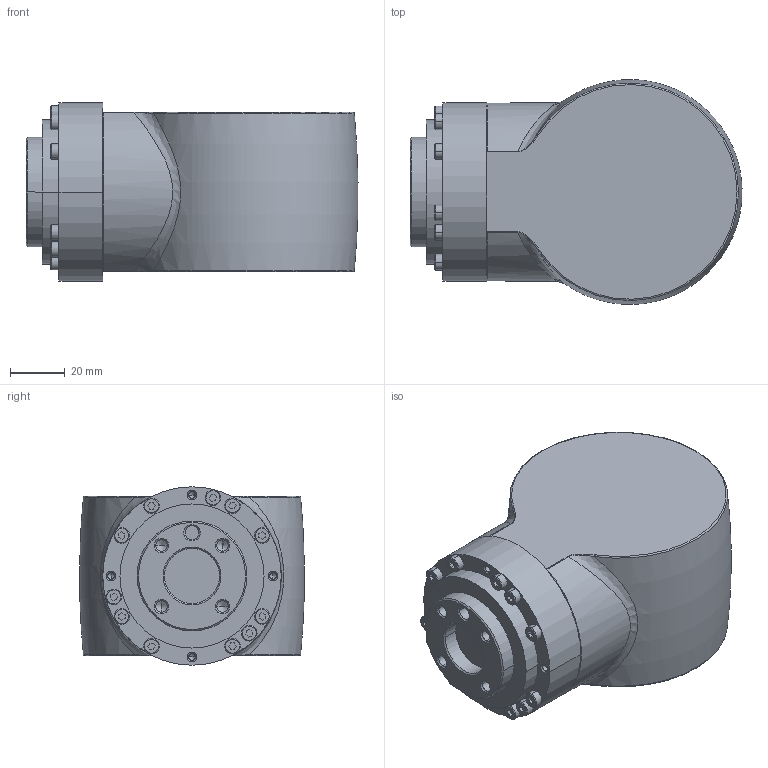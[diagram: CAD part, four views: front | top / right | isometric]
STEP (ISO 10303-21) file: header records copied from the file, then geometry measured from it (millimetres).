
FILE_DESCRIPTION(/* description */ ('AP214 STEP file'),/* implementation_level */ '1');
FILE_NAME(/* name */ '410590-0060-c006_drx',/* time_stamp */ '2008-08-27T12:07:46+09:00',/* author */ (''),/* organization */ (''),/* preprocessor_version */ '',/* originating_system */ 'Pro/Engineer',/* authorisation */ '');
FILE_SCHEMA (('AUTOMOTIVE_DESIGN'));
Length unit declared in the file: millimetre
Products named in the file (1): 410590-0060-c006
Bounding box: 120.92 x 81.86 x 65 mm (x, y, z)
Volume: 411326.3 mm3; surface area: 36436.9 mm2
Topology: 1 solids, 1 shells, 228 faces, 524 edges, 318 vertices
Faces by surface type: plane 99, cylinder 56, revolution 48, cone 16, bspline 6, torus 3
Entity records: 7872 total; most frequent: CARTESIAN_POINT 1683, DIRECTION 1052, ORIENTED_EDGE 1016, STYLED_ITEM 954, EDGE_CURVE 508, AXIS2_PLACEMENT_3D 341, VECTOR 322, LINE 322
